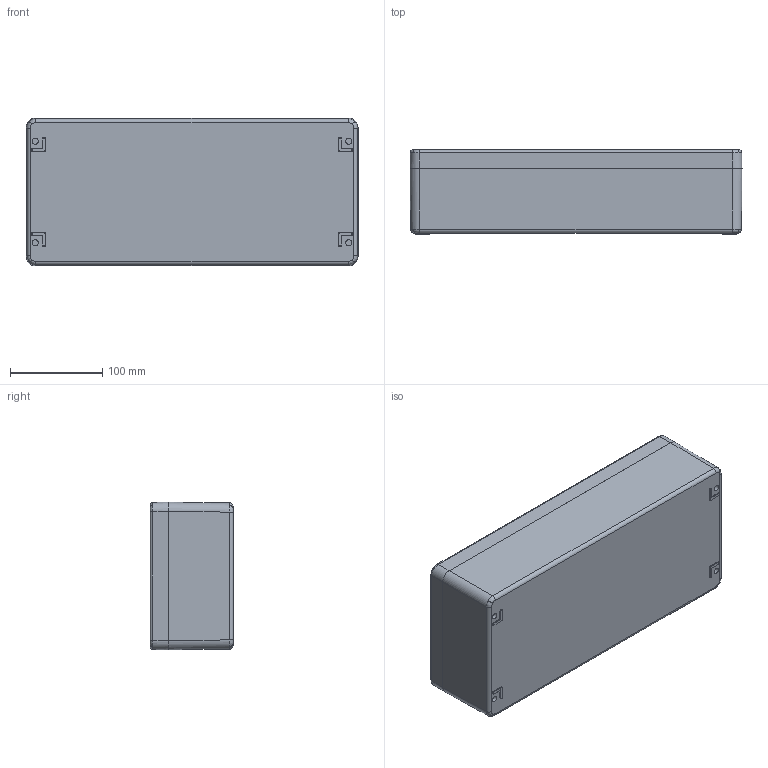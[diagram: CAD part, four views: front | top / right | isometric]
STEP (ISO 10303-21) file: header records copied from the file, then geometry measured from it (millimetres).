
FILE_DESCRIPTION(/* description */ (''),/* implementation_level */ '2;1');
FILE_NAME(/* name */ '07361609010-RST.stp',/* time_stamp */ '2021-09-02T14:33:49+02:00',/* author */ ('sl'),/* organization */ (''),/* preprocessor_version */ 'ST-DEVELOPER v16.5',/* originating_system */ 'Autodesk Inventor 2017',/* authorisation */ '');
FILE_SCHEMA (('AUTOMOTIVE_DESIGN { 1 0 10303 214 3 1 1 }'));
Length unit declared in the file: millimetre
Products named in the file (8): Polyester-Gehäuse-18-BG-0001-07_361609_010; Deckel-Polyester-Gehäuse-18-BT-0001-07_361609_010; Dichtlippe-Polyester-Gehäuse-18-BT-0003-07_361609_
010; Schraube-Polyester-Gehäuse-18-BT-0002-07_361609_01
0; UT-Polyester-Gehäuse-18-BG-0001-07_361609_010; 86222_Standard; 86224_Standard; 21048-Unterteil_Standard
Assembly tree (18 placements, depth 3):
  Polyester-Gehäuse-18-BG-0001-07_361609_010
    Deckel-Polyester-Gehäuse-18-BT-0001-07_361609_010
    Dichtlippe-Polyester-Gehäuse-18-BT-0003-07_361609_
010
    Schraube-Polyester-Gehäuse-18-BT-0002-07_361609_01
0  x4
    UT-Polyester-Gehäuse-18-BG-0001-07_361609_010
      86222_Standard  x6
      86224_Standard  x4
      21048-Unterteil_Standard
Bounding box: 360 x 91 x 160 mm (x, y, z)
Volume: 1245394 mm3; surface area: 439342 mm2
Topology: 17 solids, 17 shells, 919 faces, 2196 edges, 1364 vertices
Faces by surface type: plane 343, cylinder 200, bspline 152, cone 136, torus 84, sphere 4
Full cylindrical faces by diameter (mm): 4.5 x8, 5 x20, 5.02 x10, 5.3 x4, 6 x4, 7.4 x10, 8 x4
Entity records: 20959 total; most frequent: CARTESIAN_POINT 7271, DIRECTION 2926, ORIENTED_EDGE 2716, EDGE_CURVE 1358, AXIS2_PLACEMENT_3D 1235, VERTEX_POINT 864, EDGE_LOOP 750, FACE_OUTER_BOUND 619
